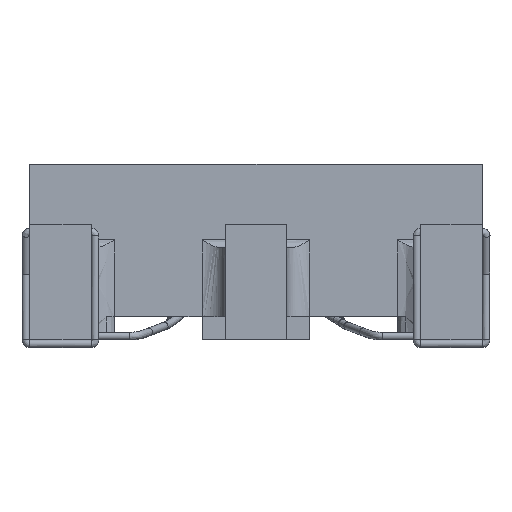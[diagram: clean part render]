
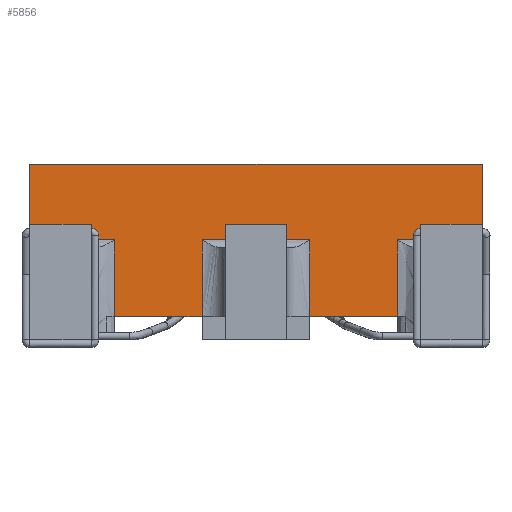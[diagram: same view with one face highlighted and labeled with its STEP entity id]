
A CAD part, left-side view. The second image highlights one B-rep face of the part: STEP entity #5856.
In plain terms, the highlighted free-form (B-spline) face has degree [1, 1] with [2, 2] control points.
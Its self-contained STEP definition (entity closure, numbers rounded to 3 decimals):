
#2458=CARTESIAN_POINT('',(-3.,-2.94,2.28));
#2459=VERTEX_POINT('',#2458);
#2465=CARTESIAN_POINT('',(-3.,-2.94,1.3));
#2466=VERTEX_POINT('',#2465);
#2467=CARTESIAN_POINT('',(-3.,-2.94,1.3));
#2468=CARTESIAN_POINT('',(-3.,-2.94,2.28));
#2469=B_SPLINE_CURVE_WITH_KNOTS('',1,(#2467,#2468),.POLYLINE_FORM.,.F.,.U.,(2,2),(0.57,1.),.UNSPECIFIED.);
#2470=EDGE_CURVE('',#2466,#2459,#2469,.T.);
#3652=CARTESIAN_POINT('',(-3.,2.94,1.3));
#3653=VERTEX_POINT('',#3652);
#3660=CARTESIAN_POINT('',(-3.,2.94,2.28));
#3661=VERTEX_POINT('',#3660);
#3662=CARTESIAN_POINT('',(-3.,2.94,1.3));
#3663=CARTESIAN_POINT('',(-3.,2.94,2.28));
#3664=B_SPLINE_CURVE_WITH_KNOTS('',1,(#3662,#3663),.POLYLINE_FORM.,.F.,.U.,(2,2),(0.57,1.),.UNSPECIFIED.);
#3665=EDGE_CURVE('',#3653,#3661,#3664,.T.);
#4708=CARTESIAN_POINT('',(-3.,1.84,0.3));
#4709=VERTEX_POINT('',#4708);
#4716=CARTESIAN_POINT('',(-3.,1.84,1.3));
#4717=VERTEX_POINT('',#4716);
#4718=CARTESIAN_POINT('',(-3.,1.84,0.3));
#4719=CARTESIAN_POINT('',(-3.,1.84,1.3));
#4720=B_SPLINE_CURVE_WITH_KNOTS('',1,(#4718,#4719),.POLYLINE_FORM.,.F.,.U.,(2,2),(0.231,1.),.UNSPECIFIED.);
#4721=EDGE_CURVE('',#4709,#4717,#4720,.T.);
#4774=CARTESIAN_POINT('',(-3.,-1.84,0.3));
#4775=VERTEX_POINT('',#4774);
#4782=CARTESIAN_POINT('',(-3.,-1.84,1.3));
#4783=VERTEX_POINT('',#4782);
#4784=CARTESIAN_POINT('',(-3.,-1.84,0.3));
#4785=CARTESIAN_POINT('',(-3.,-1.84,1.3));
#4786=B_SPLINE_CURVE_WITH_KNOTS('',1,(#4784,#4785),.POLYLINE_FORM.,.F.,.U.,(2,2),(0.231,1.),.UNSPECIFIED.);
#4787=EDGE_CURVE('',#4775,#4783,#4786,.T.);
#5251=CARTESIAN_POINT('',(-3.,2.94,1.3));
#5252=CARTESIAN_POINT('',(-3.,1.84,1.3));
#5253=B_SPLINE_CURVE_WITH_KNOTS('',1,(#5251,#5252),.POLYLINE_FORM.,.F.,.U.,(2,2),(0.,0.187),.UNSPECIFIED.);
#5254=EDGE_CURVE('',#3653,#4717,#5253,.T.);
#5272=CARTESIAN_POINT('',(-3.,0.7,1.3));
#5273=VERTEX_POINT('',#5272);
#5287=CARTESIAN_POINT('',(-3.,-0.7,1.3));
#5288=VERTEX_POINT('',#5287);
#5289=CARTESIAN_POINT('',(-3.,0.7,1.3));
#5290=CARTESIAN_POINT('',(-3.,-0.7,1.3));
#5291=B_SPLINE_CURVE_WITH_KNOTS('',1,(#5289,#5290),.POLYLINE_FORM.,.F.,.U.,(2,2),(0.381,0.619),.UNSPECIFIED.);
#5292=EDGE_CURVE('',#5273,#5288,#5291,.T.);
#5323=CARTESIAN_POINT('',(-3.,-2.94,1.3));
#5324=CARTESIAN_POINT('',(-3.,-1.84,1.3));
#5325=B_SPLINE_CURVE_WITH_KNOTS('',1,(#5323,#5324),.POLYLINE_FORM.,.F.,.U.,(2,2),(0.,0.187),.UNSPECIFIED.);
#5326=EDGE_CURVE('',#2466,#4783,#5325,.T.);
#5698=CARTESIAN_POINT('',(-3.,0.7,0.3));
#5699=VERTEX_POINT('',#5698);
#5706=CARTESIAN_POINT('',(-3.,0.7,0.3));
#5707=CARTESIAN_POINT('',(-3.,0.7,1.3));
#5708=B_SPLINE_CURVE_WITH_KNOTS('',1,(#5706,#5707),.POLYLINE_FORM.,.F.,.U.,(2,2),(0.231,1.),.UNSPECIFIED.);
#5709=EDGE_CURVE('',#5699,#5273,#5708,.T.);
#5724=CARTESIAN_POINT('',(-3.,-0.7,0.3));
#5725=VERTEX_POINT('',#5724);
#5732=CARTESIAN_POINT('',(-3.,-0.7,0.3));
#5733=CARTESIAN_POINT('',(-3.,-0.7,1.3));
#5734=B_SPLINE_CURVE_WITH_KNOTS('',1,(#5732,#5733),.POLYLINE_FORM.,.F.,.U.,(2,2),(0.231,1.),.UNSPECIFIED.);
#5735=EDGE_CURVE('',#5725,#5288,#5734,.T.);
#5825=CARTESIAN_POINT('',(-3.,2.94,0.));
#5826=CARTESIAN_POINT('',(-3.,2.94,2.28));
#5827=CARTESIAN_POINT('',(-3.,-2.94,0.));
#5828=CARTESIAN_POINT('',(-3.,-2.94,2.28));
#5829=B_SPLINE_SURFACE_WITH_KNOTS('',1,1,((#5825,#5826),(#5827,#5828)),.PLANE_SURF.,.F.,.F.,.U.,(2,2),(2,2),(0.,1.),(0.,1.),.UNSPECIFIED.);
#5830=ORIENTED_EDGE('',*,*,#5326,.F.);
#5831=ORIENTED_EDGE('',*,*,#2470,.T.);
#5832=CARTESIAN_POINT('',(-3.,2.94,2.28));
#5833=CARTESIAN_POINT('',(-3.,-2.94,2.28));
#5834=B_SPLINE_CURVE_WITH_KNOTS('',1,(#5832,#5833),.POLYLINE_FORM.,.F.,.U.,(2,2),(0.,1.),.UNSPECIFIED.);
#5835=EDGE_CURVE('',#3661,#2459,#5834,.T.);
#5836=ORIENTED_EDGE('',*,*,#5835,.F.);
#5837=ORIENTED_EDGE('',*,*,#3665,.F.);
#5838=ORIENTED_EDGE('',*,*,#5254,.T.);
#5839=ORIENTED_EDGE('',*,*,#4721,.F.);
#5840=CARTESIAN_POINT('',(-3.,0.7,0.3));
#5841=CARTESIAN_POINT('',(-3.,1.84,0.3));
#5842=B_SPLINE_CURVE_WITH_KNOTS('',1,(#5840,#5841),.POLYLINE_FORM.,.F.,.U.,(2,2),(0.587,0.728),.UNSPECIFIED.);
#5843=EDGE_CURVE('',#5699,#4709,#5842,.T.);
#5844=ORIENTED_EDGE('',*,*,#5843,.F.);
#5845=ORIENTED_EDGE('',*,*,#5709,.T.);
#5846=ORIENTED_EDGE('',*,*,#5292,.T.);
#5847=ORIENTED_EDGE('',*,*,#5735,.F.);
#5848=CARTESIAN_POINT('',(-3.,-1.84,0.3));
#5849=CARTESIAN_POINT('',(-3.,-0.7,0.3));
#5850=B_SPLINE_CURVE_WITH_KNOTS('',1,(#5848,#5849),.POLYLINE_FORM.,.F.,.U.,(2,2),(0.272,0.413),.UNSPECIFIED.);
#5851=EDGE_CURVE('',#4775,#5725,#5850,.T.);
#5852=ORIENTED_EDGE('',*,*,#5851,.F.);
#5853=ORIENTED_EDGE('',*,*,#4787,.T.);
#5854=EDGE_LOOP('',(#5830,#5831,#5836,#5837,#5838,#5839,#5844,#5845,#5846,#5847,#5852,#5853));
#5855=FACE_OUTER_BOUND('',#5854,.T.);
#5856=ADVANCED_FACE('',(#5855),#5829,.T.);
